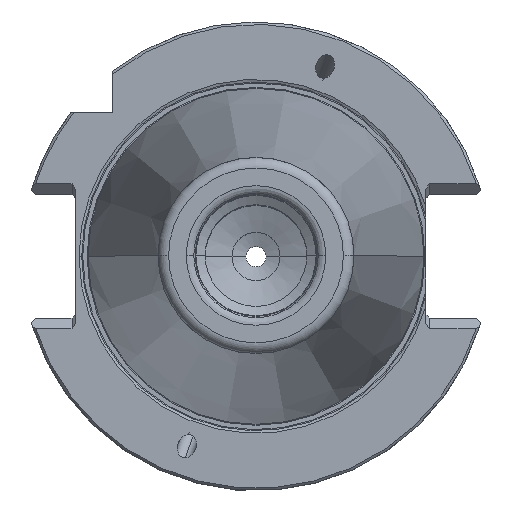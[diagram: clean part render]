
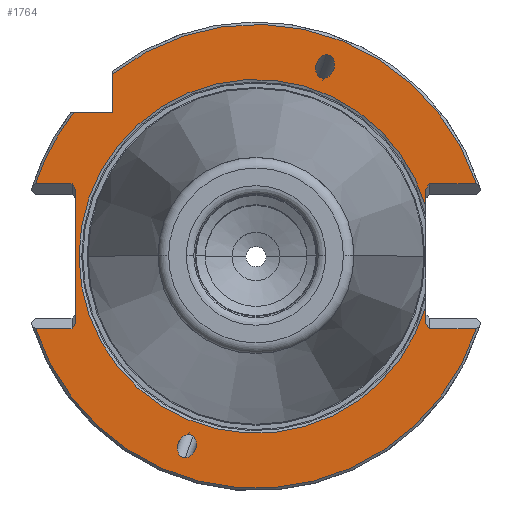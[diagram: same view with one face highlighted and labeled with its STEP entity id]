
A CAD part, top view. The second image highlights one B-rep face of the part: STEP entity #1764.
In plain terms, the highlighted planar face has unit normal (0, 0, 1).
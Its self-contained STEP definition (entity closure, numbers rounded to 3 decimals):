
#932=EDGE_CURVE('NONE',#1646,#2278,#2726,.T.);
#948=VERTEX_POINT('NONE',#2744);
#984=VERTEX_POINT('NONE',#2786);
#1044=VERTEX_POINT('NONE',#2849);
#1056=EDGE_CURVE('NONE',#2190,#1646,#2861,.T.);
#1116=EDGE_CURVE('NONE',#1376,#2654,#2924,.T.);
#1188=EDGE_CURVE('NONE',#2190,#1802,#3003,.T.);
#1200=EDGE_CURVE('NONE',#948,#1544,#3018,.T.);
#1334=EDGE_CURVE('NONE',#2418,#1544,#3171,.T.);
#1340=VERTEX_POINT('NONE',#3177);
#1376=VERTEX_POINT('NONE',#3217);
#1418=EDGE_CURVE('NONE',#1044,#1894,#3264,.T.);
#1540=VERTEX_POINT('NONE',#3402);
#1544=VERTEX_POINT('NONE',#3407);
#1590=VERTEX_POINT('NONE',#3458);
#1646=VERTEX_POINT('NONE',#3517);
#1678=VERTEX_POINT('NONE',#3551);
#1710=EDGE_CURVE('NONE',#2020,#1956,#3586,.T.);
#1728=EDGE_CURVE('NONE',#984,#2640,#3606,.T.);
#1734=EDGE_CURVE('NONE',#2654,#1376,#3614,.T.);
#1764=ADVANCED_FACE('NONE',(#3648,#3649,#3650),#3651,.F.);
#1802=VERTEX_POINT('NONE',#3692);
#1808=EDGE_CURVE('NONE',#2364,#984,#3698,.T.);
#1816=VERTEX_POINT('NONE',#3706);
#1894=VERTEX_POINT('NONE',#3789);
#1944=EDGE_CURVE('NONE',#2168,#1816,#3843,.T.);
#1956=VERTEX_POINT('NONE',#3855);
#2020=VERTEX_POINT('NONE',#3928);
#2108=EDGE_CURVE('NONE',#1590,#1540,#4033,.T.);
#2168=VERTEX_POINT('NONE',#4104);
#2182=EDGE_CURVE('NONE',#1590,#2020,#4119,.T.);
#2190=VERTEX_POINT('NONE',#4127);
#2252=EDGE_CURVE('NONE',#2640,#1956,#4198,.T.);
#2278=VERTEX_POINT('NONE',#4230);
#2290=EDGE_CURVE('NONE',#948,#2278,#4243,.T.);
#2364=VERTEX_POINT('NONE',#4326);
#2418=VERTEX_POINT('NONE',#4384);
#2488=EDGE_CURVE('NONE',#2364,#1678,#4464,.T.);
#2524=EDGE_CURVE('NONE',#1540,#1044,#4503,.T.);
#2612=EDGE_CURVE('NONE',#1816,#2168,#4600,.T.);
#2638=EDGE_CURVE('NONE',#1802,#1678,#4627,.T.);
#2640=VERTEX_POINT('NONE',#4629);
#2642=EDGE_CURVE('NONE',#1340,#1894,#4631,.T.);
#2654=VERTEX_POINT('NONE',#4644);
#2680=EDGE_CURVE('NONE',#2418,#1340,#4673,.T.);
#2726=LINE('',#4722,#4723);
#2744=CARTESIAN_POINT('',(-37.5,13.989,-1.5));
#2786=CARTESIAN_POINT('',(36.05,15.05,-1.5));
#2849=CARTESIAN_POINT('',(36.05,-15.05,-1.5));
#2861=CIRCLE('',#4976,48.225);
#2924=(B_SPLINE_CURVE(3,(#5068,#5069,#5070,#5071),.UNSPECIFIED.,.F.,.F.)B_SPLINE_CURVE_WITH_KNOTS((4,4),(0.272,3.414),.UNSPECIFIED.)RATIONAL_B_SPLINE_CURVE((1.0,0.333,0.333,1.0))BOUNDED_CURVE()REPRESENTATION_ITEM('')GEOMETRIC_REPRESENTATION_ITEM()CURVE());
#3003=LINE('',#5211,#5212);
#3018=LINE('',#5243,#5244);
#3171=LINE('',#5480,#5481);
#3177=CARTESIAN_POINT('',(-45.816,-15.05,-1.5));
#3217=CARTESIAN_POINT('',(-14.702,-41.887,-1.5));
#3264=LINE('',#5656,#5657);
#3402=CARTESIAN_POINT('',(35.3,-13.989,-1.5));
#3407=CARTESIAN_POINT('',(-37.5,-13.989,-1.5));
#3458=CARTESIAN_POINT('',(35.3,-10.348,-1.5));
#3517=CARTESIAN_POINT('',(-45.816,15.05,-1.5));
#3551=CARTESIAN_POINT('',(-29.85,37.876,-1.5));
#3586=CIRCLE('',#6146,36.786);
#3606=LINE('',#6183,#6184);
#3614=(B_SPLINE_CURVE(3,(#6194,#6195,#6196,#6197),.UNSPECIFIED.,.F.,.F.)B_SPLINE_CURVE_WITH_KNOTS((4,4),(3.414,6.555),.UNSPECIFIED.)RATIONAL_B_SPLINE_CURVE((1.0,0.333,0.333,1.0))BOUNDED_CURVE()REPRESENTATION_ITEM('')GEOMETRIC_REPRESENTATION_ITEM()CURVE());
#3648=FACE_OUTER_BOUND('',#6254,.T.);
#3649=FACE_BOUND('',#6255,.T.);
#3650=FACE_BOUND('',#6256,.T.);
#3651=PLANE('',#6257);
#3692=CARTESIAN_POINT('',(-29.85,29.85,-1.5));
#3698=LINE('',#6335,#6336);
#3706=CARTESIAN_POINT('',(14.027,37.047,-1.5));
#3789=CARTESIAN_POINT('',(45.816,-15.05,-1.5));
#3843=(B_SPLINE_CURVE(3,(#6555,#6556,#6557,#6558),.UNSPECIFIED.,.F.,.F.)B_SPLINE_CURVE_WITH_KNOTS((4,4),(0.272,3.414),.UNSPECIFIED.)RATIONAL_B_SPLINE_CURVE((1.0,0.333,0.333,1.0))BOUNDED_CURVE()REPRESENTATION_ITEM('')GEOMETRIC_REPRESENTATION_ITEM()CURVE());
#3855=CARTESIAN_POINT('',(35.3,10.348,-1.5));
#3928=CARTESIAN_POINT('',(-36.786,0.,-1.5));
#4033=LINE('',#6864,#6865);
#4104=CARTESIAN_POINT('',(14.702,41.887,-1.5));
#4119=CIRCLE('',#6994,36.786);
#4127=CARTESIAN_POINT('',(-37.876,29.85,-1.5));
#4198=LINE('',#7132,#7133);
#4230=CARTESIAN_POINT('',(-38.25,15.05,-1.5));
#4243=LINE('',#7193,#7194);
#4326=CARTESIAN_POINT('',(45.816,15.05,-1.5));
#4384=CARTESIAN_POINT('',(-38.25,-15.05,-1.5));
#4464=CIRCLE('',#7513,48.225);
#4503=LINE('',#7571,#7572);
#4600=(B_SPLINE_CURVE(3,(#7706,#7707,#7708,#7709),.UNSPECIFIED.,.F.,.F.)B_SPLINE_CURVE_WITH_KNOTS((4,4),(3.414,6.555),.UNSPECIFIED.)RATIONAL_B_SPLINE_CURVE((1.0,0.333,0.333,1.0))BOUNDED_CURVE()REPRESENTATION_ITEM('')GEOMETRIC_REPRESENTATION_ITEM()CURVE());
#4627=LINE('',#7758,#7759);
#4629=CARTESIAN_POINT('',(35.3,13.989,-1.5));
#4631=CIRCLE('',#7764,48.225);
#4644=CARTESIAN_POINT('',(-14.027,-37.047,-1.5));
#4673=LINE('',#7824,#7825);
#4722=CARTESIAN_POINT('',(-63.9,15.05,-1.5));
#4723=VECTOR('',#7865,1000.0);
#4976=AXIS2_PLACEMENT_3D('',#7997,#7998,#7999);
#5068=CARTESIAN_POINT('',(-14.702,-41.887,-1.5));
#5069=CARTESIAN_POINT('',(-10.807,-41.887,-1.5));
#5070=CARTESIAN_POINT('',(-10.132,-37.047,-1.5));
#5071=CARTESIAN_POINT('',(-14.027,-37.047,-1.5));
#5211=CARTESIAN_POINT('',(-52.85,29.85,-1.5));
#5212=VECTOR('',#8142,1000.0);
#5243=CARTESIAN_POINT('',(-37.5,0.,-1.5));
#5244=VECTOR('',#8163,1000.0);
#5480=CARTESIAN_POINT('',(-29.995,-3.376,-1.5));
#5481=VECTOR('',#8370,1000.0);
#5656=CARTESIAN_POINT('',(62.5,-15.05,-1.5));
#5657=VECTOR('',#8473,1000.0);
#6146=AXIS2_PLACEMENT_3D('',#8827,#8828,#8829);
#6183=CARTESIAN_POINT('',(35.013,13.583,-1.5));
#6184=VECTOR('',#8864,1000.0);
#6194=CARTESIAN_POINT('',(-14.027,-37.047,-1.5));
#6195=CARTESIAN_POINT('',(-17.923,-37.047,-1.5));
#6196=CARTESIAN_POINT('',(-18.598,-41.887,-1.5));
#6197=CARTESIAN_POINT('',(-14.702,-41.887,-1.5));
#6254=EDGE_LOOP('',(#8909,#8910,#8911,#8912,#8913,#8914,#8915,#8916,#8917,#8918,#8919,#8920,#8921,#8922,#8923,#8924,#8925,#8926));
#6255=EDGE_LOOP('',(#8927,#8928));
#6256=EDGE_LOOP('',(#8929,#8930));
#6257=AXIS2_PLACEMENT_3D('',#8931,#8932,#8933);
#6335=CARTESIAN_POINT('',(62.5,15.05,-1.5));
#6336=VECTOR('',#8974,1000.0);
#6555=CARTESIAN_POINT('',(14.702,41.887,-1.5));
#6556=CARTESIAN_POINT('',(10.807,41.887,-1.5));
#6557=CARTESIAN_POINT('',(10.132,37.047,-1.5));
#6558=CARTESIAN_POINT('',(14.027,37.047,-1.5));
#6864=CARTESIAN_POINT('',(35.3,0.,-1.5));
#6865=VECTOR('',#9366,1000.0);
#6994=AXIS2_PLACEMENT_3D('',#9473,#9474,#9475);
#7132=CARTESIAN_POINT('',(35.3,0.,-1.5));
#7133=VECTOR('',#9585,1000.0);
#7193=CARTESIAN_POINT('',(-29.995,3.376,-1.5));
#7194=VECTOR('',#9641,1000.0);
#7513=AXIS2_PLACEMENT_3D('',#9941,#9942,#9943);
#7571=CARTESIAN_POINT('',(35.013,-13.583,-1.5));
#7572=VECTOR('',#9987,1000.0);
#7706=CARTESIAN_POINT('',(14.027,37.047,-1.5));
#7707=CARTESIAN_POINT('',(17.923,37.047,-1.5));
#7708=CARTESIAN_POINT('',(18.598,41.887,-1.5));
#7709=CARTESIAN_POINT('',(14.702,41.887,-1.5));
#7758=CARTESIAN_POINT('',(-29.85,29.85,-1.5));
#7759=VECTOR('',#10116,1000.0);
#7764=AXIS2_PLACEMENT_3D('',#10117,#10118,#10119);
#7824=CARTESIAN_POINT('',(-63.9,-15.05,-1.5));
#7825=VECTOR('',#10169,1000.0);
#7865=DIRECTION('',(1.0,0.,0.0));
#7997=CARTESIAN_POINT('',(0.0,0.0,-1.5));
#7998=DIRECTION('',(0.0,0.0,1.0));
#7999=DIRECTION('',(1.0,0.,-0.0));
#8142=DIRECTION('',(1.0,0.,0.0));
#8163=DIRECTION('',(0.,-1.0,-0.0));
#8370=DIRECTION('',(0.577,0.816,0.0));
#8473=DIRECTION('',(1.0,0.,0.0));
#8827=CARTESIAN_POINT('',(0.0,0.0,-1.5));
#8828=DIRECTION('',(0.0,0.0,-1.0));
#8829=DIRECTION('',(1.0,0.,0.0));
#8864=DIRECTION('',(-0.577,-0.816,0.0));
#8909=ORIENTED_EDGE('',*,*,#1808,.F.);
#8910=ORIENTED_EDGE('',*,*,#2488,.T.);
#8911=ORIENTED_EDGE('',*,*,#2638,.F.);
#8912=ORIENTED_EDGE('',*,*,#1188,.F.);
#8913=ORIENTED_EDGE('',*,*,#1056,.T.);
#8914=ORIENTED_EDGE('',*,*,#932,.T.);
#8915=ORIENTED_EDGE('',*,*,#2290,.F.);
#8916=ORIENTED_EDGE('',*,*,#1200,.T.);
#8917=ORIENTED_EDGE('',*,*,#1334,.F.);
#8918=ORIENTED_EDGE('',*,*,#2680,.T.);
#8919=ORIENTED_EDGE('',*,*,#2642,.T.);
#8920=ORIENTED_EDGE('',*,*,#1418,.F.);
#8921=ORIENTED_EDGE('',*,*,#2524,.F.);
#8922=ORIENTED_EDGE('',*,*,#2108,.F.);
#8923=ORIENTED_EDGE('',*,*,#2182,.T.);
#8924=ORIENTED_EDGE('',*,*,#1710,.T.);
#8925=ORIENTED_EDGE('',*,*,#2252,.F.);
#8926=ORIENTED_EDGE('',*,*,#1728,.F.);
#8927=ORIENTED_EDGE('',*,*,#1116,.F.);
#8928=ORIENTED_EDGE('',*,*,#1734,.F.);
#8929=ORIENTED_EDGE('',*,*,#1944,.F.);
#8930=ORIENTED_EDGE('',*,*,#2612,.F.);
#8931=CARTESIAN_POINT('',(0.,-50.0,-1.5));
#8932=DIRECTION('',(0.0,0.0,-1.0));
#8933=DIRECTION('',(-1.0,0.0,0.0));
#8974=DIRECTION('',(-1.0,0.,0.0));
#9366=DIRECTION('',(0.,-1.0,-0.0));
#9473=CARTESIAN_POINT('',(0.0,0.0,-1.5));
#9474=DIRECTION('',(0.0,0.0,-1.0));
#9475=DIRECTION('',(1.0,0.,0.0));
#9585=DIRECTION('',(0.,-1.0,-0.0));
#9641=DIRECTION('',(-0.577,0.816,0.0));
#9941=CARTESIAN_POINT('',(0.0,0.0,-1.5));
#9942=DIRECTION('',(0.0,-0.0,1.0));
#9943=DIRECTION('',(1.0,0.,0.0));
#9987=DIRECTION('',(0.577,-0.816,0.0));
#10116=DIRECTION('',(0.,1.0,0.0));
#10117=CARTESIAN_POINT('',(0.0,0.0,-1.5));
#10118=DIRECTION('',(0.0,-0.0,1.0));
#10119=DIRECTION('',(1.0,0.,0.0));
#10169=DIRECTION('',(-1.0,0.,0.0));
